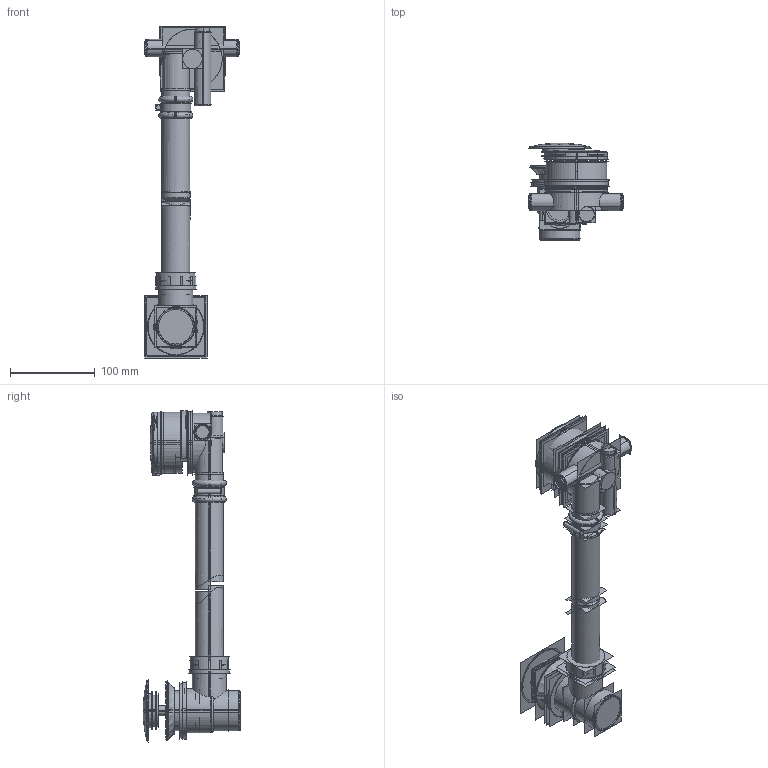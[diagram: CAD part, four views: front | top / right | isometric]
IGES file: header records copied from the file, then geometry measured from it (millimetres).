
Start section:  PTC IGES file: PRO0360C.igs
Global section: file name: PRO0360C.igs; native system: Pro/ENGINEER by Parametric Technology Corporation; preprocessor: 2009360; author: user152; organization: Unknown; date: 20200311.095138; units: millimetre
Bounding box: 112.32 x 115.18 x 390.76 mm (x, y, z)
Volume: 332163.7 mm3; surface area: 1550508.1 mm2
Topology: 24 solids, 25 shells, 1296 faces, 6574 edges, 8289 vertices
Faces by surface type: bspline 648, revolution 644, extrusion 4
